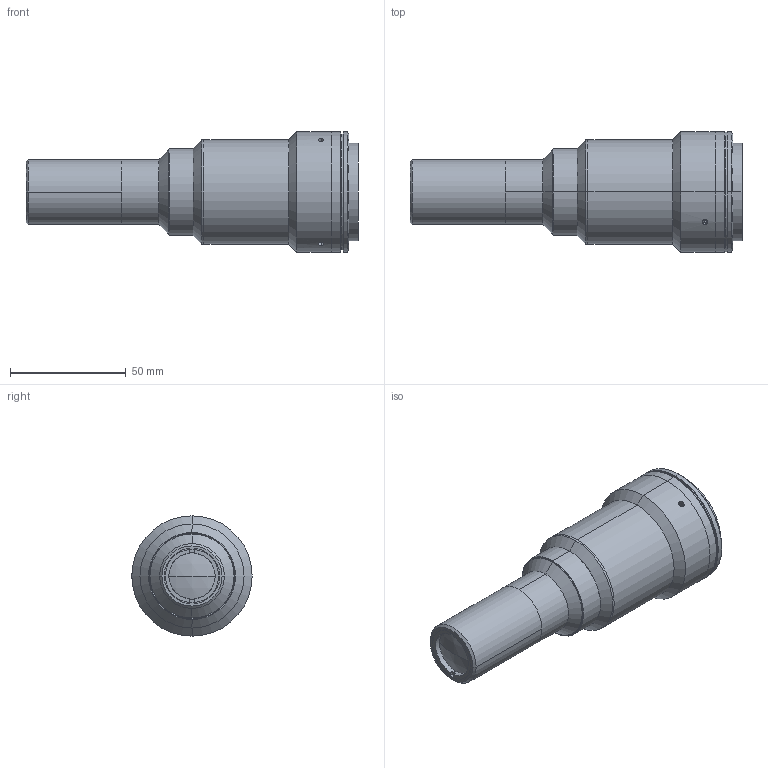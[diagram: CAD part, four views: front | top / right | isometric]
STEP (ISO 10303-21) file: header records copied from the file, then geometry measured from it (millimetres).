
FILE_DESCRIPTION (( 'STEP AP203' ), '1' );
FILE_NAME ('DP31984-A_TC4MHRP007-J.step', '2022-06-13T07:17:05', ( '' ), ( '' ), 'SwSTEP 2.0', 'SolidWorks 2021', '' );
FILE_SCHEMA (( 'CONFIG_CONTROL_DESIGN' ));
Length unit declared in the file: millimetre
Products named in the file (1): DP31984-A_TC4MHRP007-J
Bounding box: 143.57 x 52 x 52 mm (x, y, z)
Surface area: 32690.2 mm2 (no closed solid volume)
Topology: 0 solids, 16 shells, 99 faces, 260 edges, 180 vertices
Faces by surface type: plane 39, cylinder 38, cone 20, sphere 2
Entity records: 3348 total; most frequent: CARTESIAN_POINT 768, DIRECTION 572, ORIENTED_EDGE 426, EDGE_CURVE 260, AXIS2_PLACEMENT_3D 224, VERTEX_POINT 180, CIRCLE 124, VECTOR 124
